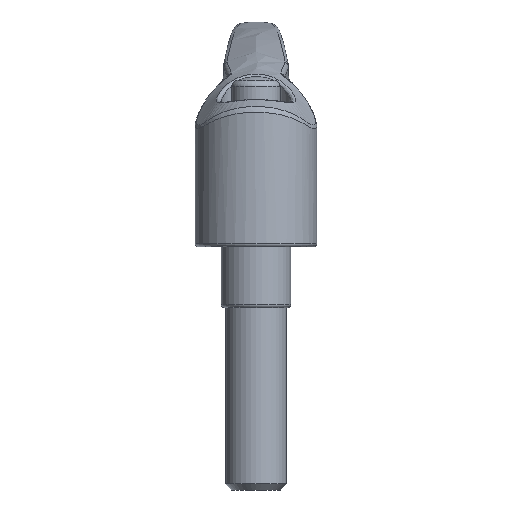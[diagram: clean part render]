
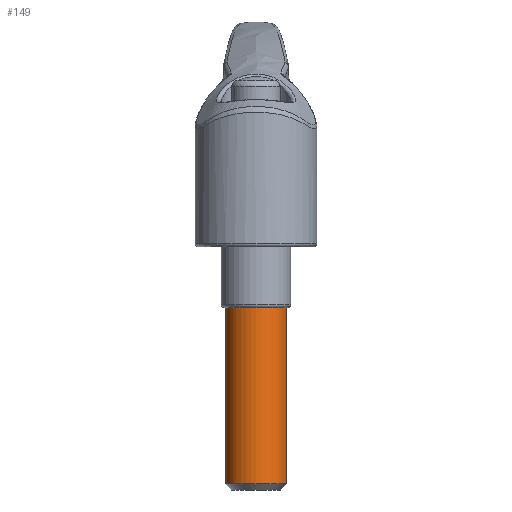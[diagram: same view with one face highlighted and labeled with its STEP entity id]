
A CAD part, front view. The second image highlights one B-rep face of the part: STEP entity #149.
In plain terms, the highlighted cylindrical face has radius 5 mm (diameter 10 mm), a full revolution.
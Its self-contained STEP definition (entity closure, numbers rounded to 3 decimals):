
#149 = ADVANCED_FACE( '', ( #345, #346 ), #347, .T. );
#345 = FACE_OUTER_BOUND( '', #1744, .T. );
#346 = FACE_OUTER_BOUND( '', #1745, .T. );
#347 = CYLINDRICAL_SURFACE( '', #1746, 5. );
#1744 = EDGE_LOOP( '', ( #5408 ) );
#1745 = EDGE_LOOP( '', ( #5409 ) );
#1746 = AXIS2_PLACEMENT_3D( '', #5410, #5411, #5412 );
#5408 = ORIENTED_EDGE( '', *, *, #5829, .T. );
#5409 = ORIENTED_EDGE( '', *, *, #5830, .T. );
#5410 = CARTESIAN_POINT( '', ( 0., 0., -40. ) );
#5411 = DIRECTION( '', ( 0., 0., -1. ) );
#5412 = DIRECTION( '', ( 1., 0., 0. ) );
#5829 = EDGE_CURVE( '', #6129, #6129, #6130, .F. );
#5830 = EDGE_CURVE( '', #6131, #6131, #6132, .F. );
#6129 = VERTEX_POINT( '', #8176 );
#6130 = CIRCLE( '', #8177, 5. );
#6131 = VERTEX_POINT( '', #8178 );
#6132 = CIRCLE( '', #8179, 5. );
#8176 = CARTESIAN_POINT( '', ( -5., 0., -39. ) );
#8177 = AXIS2_PLACEMENT_3D( '', #9313, #9314, #9315 );
#8178 = CARTESIAN_POINT( '', ( 5., 0., -10. ) );
#8179 = AXIS2_PLACEMENT_3D( '', #9316, #9317, #9318 );
#9313 = CARTESIAN_POINT( '', ( 0., 0., -39. ) );
#9314 = DIRECTION( '', ( 0., 0., -1. ) );
#9315 = DIRECTION( '', ( -1., 0., 0. ) );
#9316 = CARTESIAN_POINT( '', ( 0., 0., -10. ) );
#9317 = DIRECTION( '', ( 0., 0., 1. ) );
#9318 = DIRECTION( '', ( 1., 0., 0. ) );
